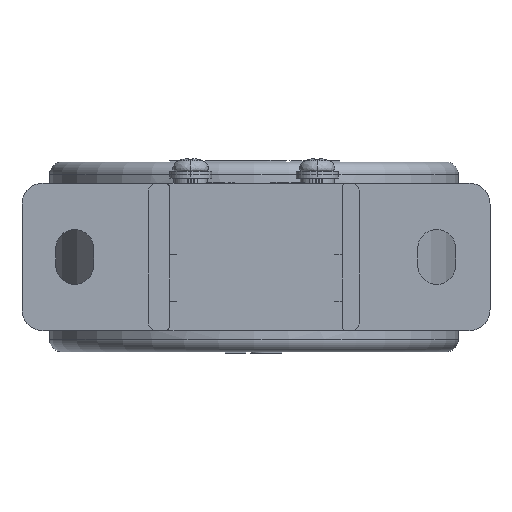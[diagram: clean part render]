
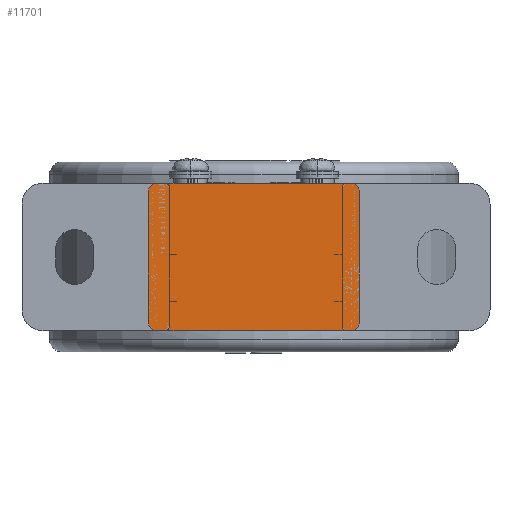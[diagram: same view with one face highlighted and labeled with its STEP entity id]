
A CAD part, front view. The second image highlights one B-rep face of the part: STEP entity #11701.
In plain terms, the highlighted planar face has unit normal (0, -1, 0).
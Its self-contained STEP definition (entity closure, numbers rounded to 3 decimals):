
#449 = CARTESIAN_POINT ( 'NONE',  ( -25., 0., 15.5 ) ) ;
#1738 = EDGE_CURVE ( 'NONE', #4470, #21527, #11180, .T. ) ;
#1986 = CARTESIAN_POINT ( 'NONE',  ( 25., 0., -15.5 ) ) ;
#3274 = CIRCLE ( 'NONE', #11165, 2. ) ;
#4186 = VERTEX_POINT ( 'NONE', #24866 ) ;
#4470 = VERTEX_POINT ( 'NONE', #24305 ) ;
#5256 = CARTESIAN_POINT ( 'NONE',  ( -23., 0., -17.5 ) ) ;
#5599 = CARTESIAN_POINT ( 'NONE',  ( 0., 0., -17.5 ) ) ;
#5965 = CARTESIAN_POINT ( 'NONE',  ( -23., 0., 15.5 ) ) ;
#6117 = ORIENTED_EDGE ( 'NONE', *, *, #21945, .F. ) ;
#6181 = VERTEX_POINT ( 'NONE', #1986 ) ;
#6756 = DIRECTION ( 'NONE',  ( 0., 0., 1. ) ) ;
#7514 = AXIS2_PLACEMENT_3D ( 'NONE', #12180, #9554, #6756 ) ;
#8327 = CARTESIAN_POINT ( 'NONE',  ( 23., 0., 15.5 ) ) ;
#8457 = DIRECTION ( 'NONE',  ( 1., 0., 0. ) ) ;
#8593 = DIRECTION ( 'NONE',  ( 0., 0., 1. ) ) ;
#8873 = EDGE_CURVE ( 'NONE', #16672, #6181, #29733, .T. ) ;
#9554 = DIRECTION ( 'NONE',  ( 0., 1., 0. ) ) ;
#9957 = CARTESIAN_POINT ( 'NONE',  ( 23., 0., -15.5 ) ) ;
#10680 = ORIENTED_EDGE ( 'NONE', *, *, #22577, .T. ) ;
#10793 = DIRECTION ( 'NONE',  ( 0., -1., 0. ) ) ;
#11165 = AXIS2_PLACEMENT_3D ( 'NONE', #5965, #20784, #8593 ) ;
#11180 = CIRCLE ( 'NONE', #21695, 2. ) ;
#11214 = EDGE_CURVE ( 'NONE', #4470, #6181, #18659, .T. ) ;
#11564 = DIRECTION ( 'NONE',  ( 0., 0., -1. ) ) ;
#11701 = ADVANCED_FACE ( 'NONE', ( #16972 ), #22064, .F. ) ;
#11754 = EDGE_CURVE ( 'NONE', #21623, #16940, #19080, .T. ) ;
#11776 = CARTESIAN_POINT ( 'NONE',  ( 23., 0., 17.5 ) ) ;
#11938 = EDGE_LOOP ( 'NONE', ( #31335, #28196, #26745, #12412, #6117, #28945, #10680, #15974 ) ) ;
#12180 = CARTESIAN_POINT ( 'NONE',  ( 0., 0., 17.5 ) ) ;
#12251 = DIRECTION ( 'NONE',  ( 0., 0., 1. ) ) ;
#12412 = ORIENTED_EDGE ( 'NONE', *, *, #1738, .T. ) ;
#12751 = EDGE_CURVE ( 'NONE', #16940, #16672, #22871, .T. ) ;
#13441 = AXIS2_PLACEMENT_3D ( 'NONE', #9957, #32324, #12251 ) ;
#13910 = DIRECTION ( 'NONE',  ( 0., 0., 1. ) ) ;
#14052 = CARTESIAN_POINT ( 'NONE',  ( 25., 0., 17.5 ) ) ;
#14819 = DIRECTION ( 'NONE',  ( 0., 0., 1. ) ) ;
#15974 = ORIENTED_EDGE ( 'NONE', *, *, #11754, .T. ) ;
#16100 = DIRECTION ( 'NONE',  ( 0., 0., -1. ) ) ;
#16672 = VERTEX_POINT ( 'NONE', #21718 ) ;
#16940 = VERTEX_POINT ( 'NONE', #5256 ) ;
#16972 = FACE_OUTER_BOUND ( 'NONE', #11938, .T. ) ;
#17307 = DIRECTION ( 'NONE',  ( 0., -1., 0. ) ) ;
#17446 = VECTOR ( 'NONE', #11564, 1000. ) ;
#17888 = VECTOR ( 'NONE', #8457, 1000. ) ;
#18112 = DIRECTION ( 'NONE',  ( 1., 0., 0. ) ) ;
#18659 = LINE ( 'NONE', #14052, #17446 ) ;
#19080 = CIRCLE ( 'NONE', #32194, 2. ) ;
#20784 = DIRECTION ( 'NONE',  ( 0., -1., 0. ) ) ;
#20983 = LINE ( 'NONE', #30991, #17888 ) ;
#21527 = VERTEX_POINT ( 'NONE', #11776 ) ;
#21610 = VERTEX_POINT ( 'NONE', #449 ) ;
#21623 = VERTEX_POINT ( 'NONE', #28067 ) ;
#21695 = AXIS2_PLACEMENT_3D ( 'NONE', #8327, #10793, #13910 ) ;
#21718 = CARTESIAN_POINT ( 'NONE',  ( 23., 0., -17.5 ) ) ;
#21945 = EDGE_CURVE ( 'NONE', #4186, #21527, #20983, .T. ) ;
#22064 = PLANE ( 'NONE',  #7514 ) ;
#22577 = EDGE_CURVE ( 'NONE', #21610, #21623, #31519, .T. ) ;
#22871 = LINE ( 'NONE', #5599, #29103 ) ;
#24305 = CARTESIAN_POINT ( 'NONE',  ( 25., 0., 15.5 ) ) ;
#24866 = CARTESIAN_POINT ( 'NONE',  ( -23., 0., 17.5 ) ) ;
#26516 = VECTOR ( 'NONE', #16100, 1000. ) ;
#26745 = ORIENTED_EDGE ( 'NONE', *, *, #11214, .F. ) ;
#28067 = CARTESIAN_POINT ( 'NONE',  ( -25., 0., -15.5 ) ) ;
#28196 = ORIENTED_EDGE ( 'NONE', *, *, #8873, .T. ) ;
#28945 = ORIENTED_EDGE ( 'NONE', *, *, #32236, .T. ) ;
#29103 = VECTOR ( 'NONE', #18112, 1000. ) ;
#29733 = CIRCLE ( 'NONE', #13441, 2. ) ;
#30991 = CARTESIAN_POINT ( 'NONE',  ( 0., 0., 17.5 ) ) ;
#31192 = CARTESIAN_POINT ( 'NONE',  ( -25., 0., 17.5 ) ) ;
#31335 = ORIENTED_EDGE ( 'NONE', *, *, #12751, .T. ) ;
#31519 = LINE ( 'NONE', #31192, #26516 ) ;
#31743 = CARTESIAN_POINT ( 'NONE',  ( -23., 0., -15.5 ) ) ;
#32194 = AXIS2_PLACEMENT_3D ( 'NONE', #31743, #17307, #14819 ) ;
#32236 = EDGE_CURVE ( 'NONE', #4186, #21610, #3274, .T. ) ;
#32324 = DIRECTION ( 'NONE',  ( 0., -1., 0. ) ) ;
